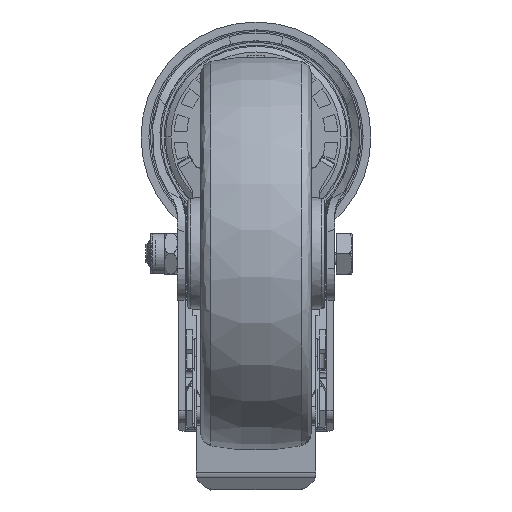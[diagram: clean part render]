
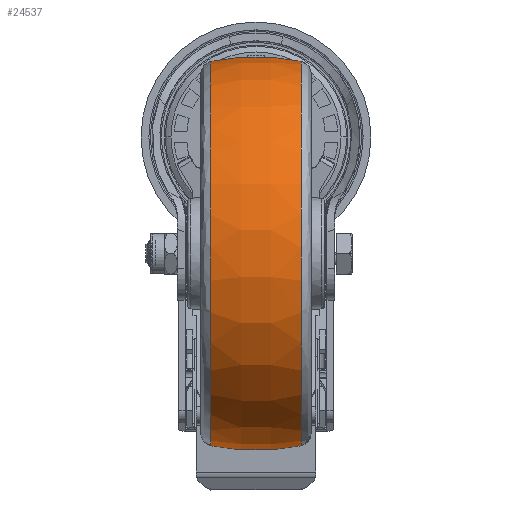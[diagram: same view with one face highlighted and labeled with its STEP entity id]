
A CAD part, front view. The second image highlights one B-rep face of the part: STEP entity #24537.
In plain terms, the highlighted toroidal (fillet/blend) face has major radius 7.5 mm and minor radius 70 mm.
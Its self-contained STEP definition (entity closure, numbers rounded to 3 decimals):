
#1251 = CARTESIAN_POINT ( 'NONE',  ( -10.557, -25.107, 0.777 ) ) ;
#1259 = CIRCLE ( 'NONE', #1262, 61.022 ) ;
#1260 = DIRECTION ( 'NONE',  ( 0., -1., 0. ) ) ;
#1261 = DIRECTION ( 'NONE',  ( -1., 0., 0. ) ) ;
#1262 = AXIS2_PLACEMENT_3D ( 'NONE', #1251, #1261, #1260 ) ;
#1269 = CARTESIAN_POINT ( 'NONE',  ( -10.557, -28.777, -60.134 ) ) ;
#1323 = AXIS2_PLACEMENT_3D ( 'NONE', #1384, #1325, #1378 ) ;
#1324 = FACE_OUTER_BOUND ( 'NONE', #24494, .T. ) ;
#1325 = DIRECTION ( 'NONE',  ( 1., 0., 0. ) ) ;
#1340 = AXIS2_PLACEMENT_3D ( 'NONE', #1377, #1367, #1366 ) ;
#1366 = DIRECTION ( 'NONE',  ( 0., 0., 1. ) ) ;
#1367 = DIRECTION ( 'NONE',  ( -1., 0., 0. ) ) ;
#1372 = DIRECTION ( 'NONE',  ( 0., 0., 1. ) ) ;
#1373 = DIRECTION ( 'NONE',  ( -1., 0., 0. ) ) ;
#1374 = AXIS2_PLACEMENT_3D ( 'NONE', #1380, #1373, #1372 ) ;
#1375 = CIRCLE ( 'NONE', #1340, 61.022 ) ;
#1377 = CARTESIAN_POINT ( 'NONE',  ( 18.063, -25.107, 0.777 ) ) ;
#1378 = DIRECTION ( 'NONE',  ( 0., 0., -1. ) ) ;
#1379 = CARTESIAN_POINT ( 'NONE',  ( 18.063, -28.777, -60.134 ) ) ;
#1380 = CARTESIAN_POINT ( 'NONE',  ( 18.063, -25.107, 0.777 ) ) ;
#1381 = CIRCLE ( 'NONE', #1374, 61.022 ) ;
#1384 = CARTESIAN_POINT ( 'NONE',  ( 3.753, -25.107, 0.777 ) ) ;
#1385 = TOROIDAL_SURFACE ( 'NONE', #1323, -7.5, 70. ) ;
#20749 = DIRECTION ( 'NONE',  ( -1., 0., 0. ) ) ;
#20750 = CARTESIAN_POINT ( 'NONE',  ( -10.557, -25.107, 0.777 ) ) ;
#20777 = AXIS2_PLACEMENT_3D ( 'NONE', #20750, #20749, #20778 ) ;
#20778 = DIRECTION ( 'NONE',  ( 0., -1., 0. ) ) ;
#20785 = CIRCLE ( 'NONE', #20777, 61.022 ) ;
#21110 = CARTESIAN_POINT ( 'NONE',  ( 18.063, -25.107, -60.244 ) ) ;
#21124 = DIRECTION ( 'NONE',  ( 0., 1., 0. ) ) ;
#21132 = CARTESIAN_POINT ( 'NONE',  ( -10.557, -25.107, 61.799 ) ) ;
#21160 = CARTESIAN_POINT ( 'NONE',  ( 3.753, -25.107, -6.723 ) ) ;
#21161 = DIRECTION ( 'NONE',  ( 0., 0., 1. ) ) ;
#21162 = AXIS2_PLACEMENT_3D ( 'NONE', #21160, #21124, #21161 ) ;
#21164 = CIRCLE ( 'NONE', #21162, 70. ) ;
#21173 = CARTESIAN_POINT ( 'NONE',  ( 3.753, -25.107, 8.277 ) ) ;
#21201 = CARTESIAN_POINT ( 'NONE',  ( 18.063, -25.107, 61.799 ) ) ;
#21211 = DIRECTION ( 'NONE',  ( 0., 0., -1. ) ) ;
#21212 = DIRECTION ( 'NONE',  ( 0., -1., 0. ) ) ;
#21218 = AXIS2_PLACEMENT_3D ( 'NONE', #21173, #21212, #21211 ) ;
#21223 = CIRCLE ( 'NONE', #21218, 70. ) ;
#21238 = CARTESIAN_POINT ( 'NONE',  ( -10.557, -25.107, -60.244 ) ) ;
#24180 = VERTEX_POINT ( 'NONE', #21132 ) ;
#24182 = VERTEX_POINT ( 'NONE', #21110 ) ;
#24202 = EDGE_CURVE ( 'NONE', #24180, #24236, #21164, .T. ) ;
#24220 = EDGE_CURVE ( 'NONE', #24234, #24182, #21223, .T. ) ;
#24234 = VERTEX_POINT ( 'NONE', #21238 ) ;
#24236 = VERTEX_POINT ( 'NONE', #21201 ) ;
#24486 = ORIENTED_EDGE ( 'NONE', *, *, #24202, .F. ) ;
#24489 = EDGE_CURVE ( 'NONE', #24234, #24504, #20785, .T. ) ;
#24494 = EDGE_LOOP ( 'NONE', ( #24486, #24509, #24539, #24541, #24544, #24522 ) ) ;
#24504 = VERTEX_POINT ( 'NONE', #1269 ) ;
#24508 = EDGE_CURVE ( 'NONE', #24504, #24180, #1259, .T. ) ;
#24509 = ORIENTED_EDGE ( 'NONE', *, *, #24508, .F. ) ;
#24522 = ORIENTED_EDGE ( 'NONE', *, *, #24545, .T. ) ;
#24537 = ADVANCED_FACE ( 'NONE', ( #1324 ), #1385, .T. ) ;
#24538 = VERTEX_POINT ( 'NONE', #1379 ) ;
#24539 = ORIENTED_EDGE ( 'NONE', *, *, #24489, .F. ) ;
#24541 = ORIENTED_EDGE ( 'NONE', *, *, #24220, .T. ) ;
#24542 = EDGE_CURVE ( 'NONE', #24182, #24538, #1381, .T. ) ;
#24544 = ORIENTED_EDGE ( 'NONE', *, *, #24542, .T. ) ;
#24545 = EDGE_CURVE ( 'NONE', #24538, #24236, #1375, .T. ) ;
